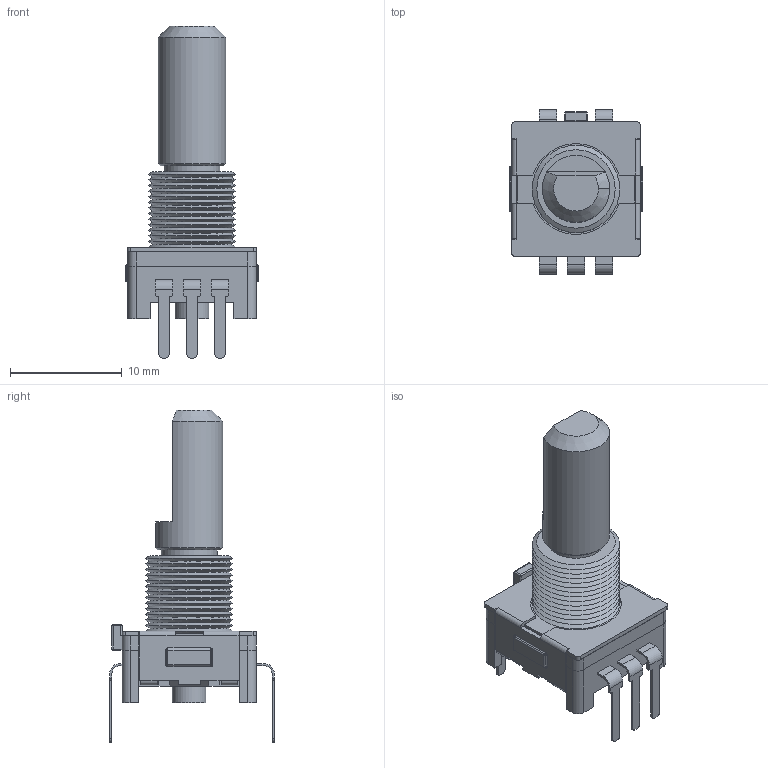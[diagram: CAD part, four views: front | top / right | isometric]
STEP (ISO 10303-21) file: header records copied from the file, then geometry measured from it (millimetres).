
FILE_DESCRIPTION(('FreeCAD Model'),'2;1');
FILE_NAME('Open CASCADE Shape Model','2025-06-12T21:14:25',(''),(''), 'Open CASCADE STEP processor 7.8','FreeCAD','Unknown');
FILE_SCHEMA(('AUTOMOTIVE_DESIGN { 1 0 10303 214 1 1 1 1 }'));
Length unit declared in the file: millimetre
Products named in the file (8): encoder_ec11_20mm_half_shaft; Body; Shaft; Thingie; Array; Leg3; Array001; Leg2
Assembly tree (10 placements, depth 3):
  encoder_ec11_20mm_half_shaft
    Body
    Shaft
    Thingie
    Array
      Leg3  x3
    Array001
      Leg2  x2
Bounding box: 11.9 x 14.7 x 29.65 mm (x, y, z)
Volume: 1291.4 mm3; surface area: 1844.5 mm2
Topology: 8 solids, 8 shells, 383 faces, 993 edges, 625 vertices
Faces by surface type: plane 226, cylinder 104, cone 31, torus 8, revolution 8, sphere 6
Full cylindrical faces by diameter (mm): 3 x1, 5 x1, 6 x1
Entity records: 10116 total; most frequent: CARTESIAN_POINT 1768, DIRECTION 1739, ORIENTED_EDGE 1686, EDGE_CURVE 843, LINE 619, VECTOR 619, AXIS2_PLACEMENT_3D 556, VERTEX_POINT 529
